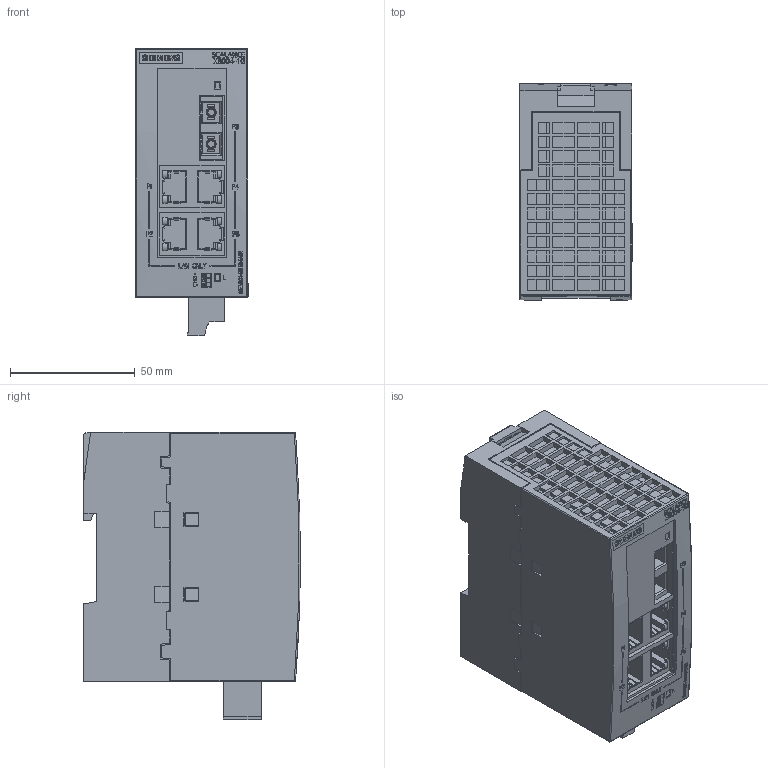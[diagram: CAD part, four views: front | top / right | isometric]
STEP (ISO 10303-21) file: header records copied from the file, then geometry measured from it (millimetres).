
FILE_DESCRIPTION(/* description */ (''),/* implementation_level */ '2;1');
FILE_NAME(/* name */ '6GK5004-1GL10-1AB2_3d.stp',/* time_stamp */ '2024-03-19T11:22:13+01:00',/* author */ (''),/* organization */ (''),/* preprocessor_version */ 'ST-DEVELOPER v18.102',/* originating_system */ 'SIEMENS PLM Software NX 2023',/* authorisation */ '');
FILE_SCHEMA (('AUTOMOTIVE_DESIGN { 1 0 10303 214 3 1 1 1 }'));
Products named in the file (6): Labeling; RailClip; MountingClip; Body; Plug; 1619_6GK5004-1GL10-1AB2_Simplify
Assembly tree (5 placements, depth 2):
  1619_6GK5004-1GL10-1AB2_Simplify
    Plug
    Body
    MountingClip
    RailClip
    Labeling
Bounding box: 45.02 x 87.05 x 115.31 mm (x, y, z)
Volume: 358998.3 mm3; surface area: 54573.1 mm2
Topology: 4 solids, 75 shells, 1692 faces, 5196 edges, 3723 vertices
Faces by surface type: plane 1504, cylinder 166, cone 14, sphere 4, torus 4
Full cylindrical faces by diameter (mm): 2.684 x2, 2.8 x6, 3.7 x3, 4 x2, 4.822 x3, 6 x1
Entity records: 70624 total; most frequent: CARTESIAN_POINT 13590, ORIENTED_EDGE 9453, DIRECTION 7925, EDGE_CURVE 5163, LINE 4071, VECTOR 4071, VERTEX_POINT 3711, AXIS2_PLACEMENT_3D 1927
